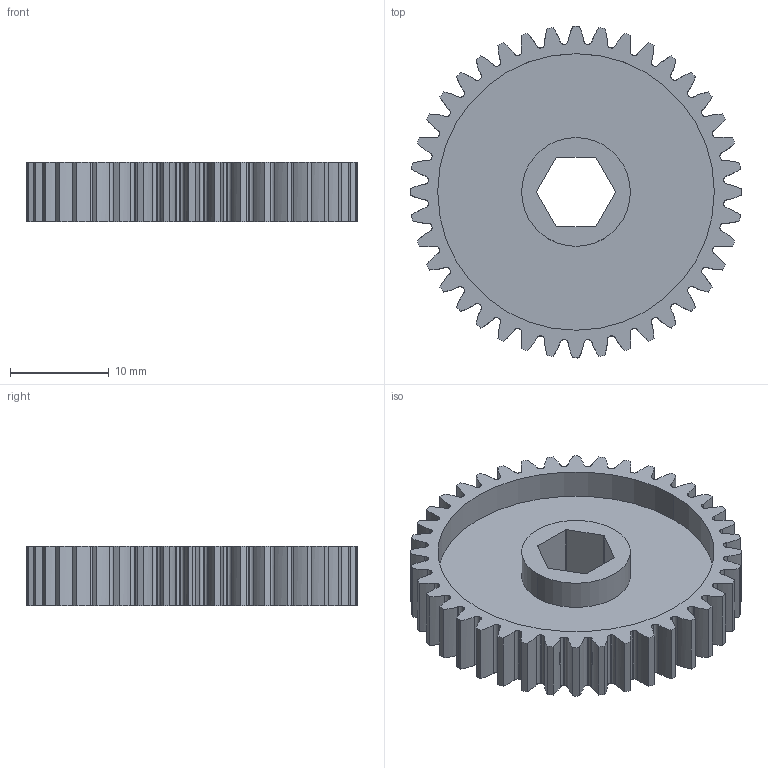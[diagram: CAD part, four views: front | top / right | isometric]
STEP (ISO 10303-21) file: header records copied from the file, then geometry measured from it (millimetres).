
FILE_DESCRIPTION (( 'STEP AP214' ), '1' );
FILE_NAME ('40 toothed rev gear.STEP', '2022-12-24T23:10:16', ( '' ), ( '' ), 'SwSTEP 2.0', 'SolidWorks 2021', '' );
FILE_SCHEMA (( 'AUTOMOTIVE_DESIGN' ));
Length unit declared in the file: inch
Products named in the file (1): 40 toothed rev gear
Bounding box: 33.6 x 33.6 x 6 mm (x, y, z)
Volume: 2977.1 mm3; surface area: 3201.5 mm2
Topology: 1 solids, 1 shells, 347 faces, 1026 edges, 684 vertices
Faces by surface type: bspline 160, plane 95, cylinder 92
Entity records: 21134 total; most frequent: CARTESIAN_POINT 8298, ORIENTED_EDGE 2052, DIRECTION 1266, EDGE_CURVE 1026, VERTEX_POINT 684, LINE 522, VECTOR 522, AXIS2_PLACEMENT_3D 372
